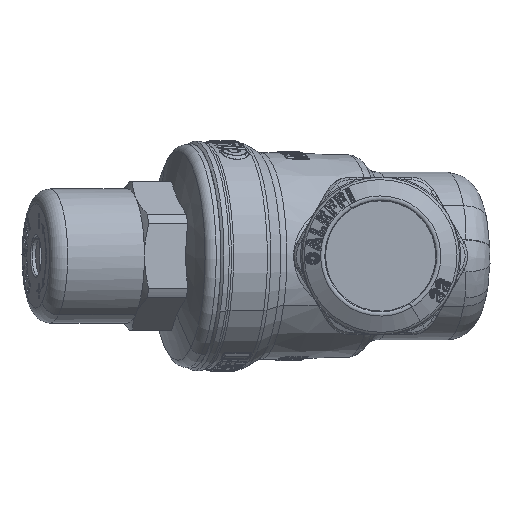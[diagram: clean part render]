
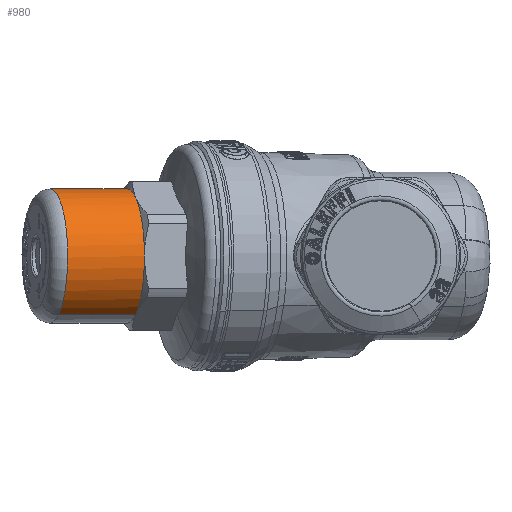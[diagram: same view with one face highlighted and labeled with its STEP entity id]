
A CAD part, left-side view. The second image highlights one B-rep face of the part: STEP entity #980.
In plain terms, the highlighted cylindrical face has radius 13.5 mm (diameter 27 mm), a partial arc.
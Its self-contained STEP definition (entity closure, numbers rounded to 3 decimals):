
#524=CARTESIAN_POINT('Vertex',(-26.717,47.55,0.)) ;
#587=CARTESIAN_POINT('Vertex',(-20.197,49.297,-11.691)) ;
#862=CARTESIAN_POINT('Vertex',(-20.197,49.297,11.691)) ;
#894=CARTESIAN_POINT('Vertex',(-19.929,49.369,11.847)) ;
#897=CARTESIAN_POINT('Axis2P3D Location',(-13.677,51.044,0.)) ;
#912=CARTESIAN_POINT('Vertex',(-7.426,52.72,11.847)) ;
#915=CARTESIAN_POINT('Axis2P3D Location',(-13.677,51.044,0.)) ;
#929=CARTESIAN_POINT('Axis2P3D Location',(-13.419,50.079,0.)) ;
#934=CARTESIAN_POINT('Axis2P3D Location',(-13.677,51.044,0.)) ;
#938=CARTESIAN_POINT('Vertex',(-19.929,49.369,-11.847)) ;
#941=CARTESIAN_POINT('Axis2P3D Location',(-13.677,51.044,0.)) ;
#946=CARTESIAN_POINT('Axis2P3D Location',(-13.677,51.044,0.)) ;
#951=CARTESIAN_POINT('Line Origine',(-8.383,56.294,11.847)) ;
#955=CARTESIAN_POINT('Vertex',(-11.567,68.174,11.847)) ;
#958=CARTESIAN_POINT('Axis2P3D Location',(-17.818,66.499,0.)) ;
#962=CARTESIAN_POINT('Vertex',(-24.07,64.824,-11.847)) ;
#965=CARTESIAN_POINT('Line Origine',(-20.887,52.944,-11.847)) ;
#953=VECTOR('Line Direction',#952,1.) ;
#967=VECTOR('Line Direction',#966,1.) ;
#898=DIRECTION('Axis2P3D Direction',(0.259,-0.966,0.)) ;
#916=DIRECTION('Axis2P3D Direction',(0.259,-0.966,0.)) ;
#930=DIRECTION('Axis2P3D Direction',(-0.259,0.966,0.)) ;
#931=DIRECTION('Axis2P3D XDirection',(-0.463,-0.124,-0.878)) ;
#935=DIRECTION('Axis2P3D Direction',(-0.259,0.966,0.)) ;
#942=DIRECTION('Axis2P3D Direction',(-0.259,0.966,0.)) ;
#947=DIRECTION('Axis2P3D Direction',(-0.259,0.966,0.)) ;
#952=DIRECTION('Vector Direction',(-0.259,0.966,0.)) ;
#959=DIRECTION('Axis2P3D Direction',(-0.259,0.966,0.)) ;
#966=DIRECTION('Vector Direction',(-0.259,0.966,0.)) ;
#899=AXIS2_PLACEMENT_3D('Circle Axis2P3D',#897,#898,$) ;
#917=AXIS2_PLACEMENT_3D('Circle Axis2P3D',#915,#916,$) ;
#932=AXIS2_PLACEMENT_3D('Cylinder Axis2P3D',#929,#930,#931) ;
#936=AXIS2_PLACEMENT_3D('Circle Axis2P3D',#934,#935,$) ;
#943=AXIS2_PLACEMENT_3D('Circle Axis2P3D',#941,#942,$) ;
#948=AXIS2_PLACEMENT_3D('Circle Axis2P3D',#946,#947,$) ;
#960=AXIS2_PLACEMENT_3D('Circle Axis2P3D',#958,#959,$) ;
#954=LINE('Line',#951,#953) ;
#968=LINE('Line',#965,#967) ;
#900=CIRCLE('generated circle',#899,13.5) ;
#918=CIRCLE('generated circle',#917,13.5) ;
#937=CIRCLE('generated circle',#936,13.5) ;
#944=CIRCLE('generated circle',#943,13.5) ;
#949=CIRCLE('generated circle',#948,13.5) ;
#961=CIRCLE('generated circle',#960,13.5) ;
#933=CYLINDRICAL_SURFACE('generated cylinder',#932,13.5) ;
#901=EDGE_CURVE('',#895,#863,#900,.T.) ;
#919=EDGE_CURVE('',#895,#913,#918,.F.) ;
#940=EDGE_CURVE('',#588,#939,#937,.F.) ;
#945=EDGE_CURVE('',#525,#588,#944,.F.) ;
#950=EDGE_CURVE('',#863,#525,#949,.F.) ;
#957=EDGE_CURVE('',#913,#956,#954,.T.) ;
#964=EDGE_CURVE('',#963,#956,#961,.T.) ;
#969=EDGE_CURVE('',#939,#963,#968,.T.) ;
#971=ORIENTED_EDGE('',*,*,#940,.F.) ;
#972=ORIENTED_EDGE('',*,*,#945,.F.) ;
#973=ORIENTED_EDGE('',*,*,#950,.F.) ;
#974=ORIENTED_EDGE('',*,*,#901,.F.) ;
#975=ORIENTED_EDGE('',*,*,#919,.T.) ;
#976=ORIENTED_EDGE('',*,*,#957,.T.) ;
#977=ORIENTED_EDGE('',*,*,#964,.F.) ;
#978=ORIENTED_EDGE('',*,*,#969,.F.) ;
#970=EDGE_LOOP('',(#971,#972,#973,#974,#975,#976,#977,#978)) ;
#525=VERTEX_POINT('',#524) ;
#588=VERTEX_POINT('',#587) ;
#863=VERTEX_POINT('',#862) ;
#895=VERTEX_POINT('',#894) ;
#913=VERTEX_POINT('',#912) ;
#939=VERTEX_POINT('',#938) ;
#956=VERTEX_POINT('',#955) ;
#963=VERTEX_POINT('',#962) ;
#980=ADVANCED_FACE('PartBody',(#979),#933,.T.) ;
#979=FACE_OUTER_BOUND('',#970,.T.) ;
